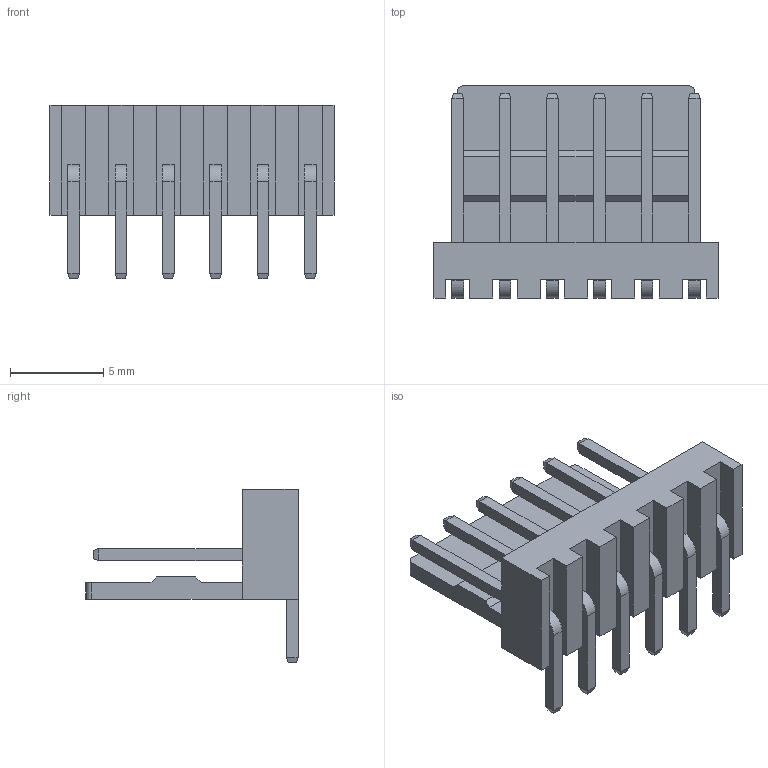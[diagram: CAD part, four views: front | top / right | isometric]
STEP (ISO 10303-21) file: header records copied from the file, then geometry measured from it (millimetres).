
FILE_DESCRIPTION(('STEP AP214'), '1');
FILE_NAME('DS1070 (WF-RB CONNFLY)', '2018-04-28T06:05:02', ('Egor'), (''), 'ASCON STEP Converter 1.3', 'ASCON Math Kernel', '');
FILE_SCHEMA(('AUTOMOTIVE_DESIGN { 1 0 10303 214 3 1 1}'));
Length unit declared in the file: millimetre
Bounding box: 15.24 x 11.4 x 9.3 mm (x, y, z)
Volume: 363.4 mm3; surface area: 809.6 mm2
Topology: 1 solids, 1 shells, 172 faces, 426 edges, 268 vertices
Faces by surface type: plane 158, cylinder 14
Entity records: 6374 total; most frequent: CARTESIAN_POINT 867, ORIENTED_EDGE 852, DIRECTION 800, EDGE_CURVE 426, LINE 398, VECTOR 398, VERTEX_POINT 268, AXIS2_PLACEMENT_3D 201
